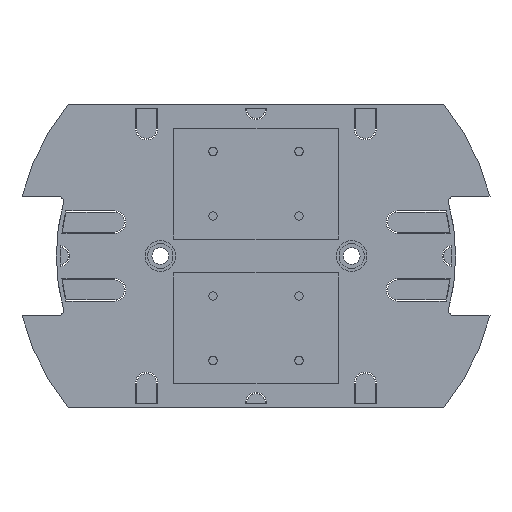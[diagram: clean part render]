
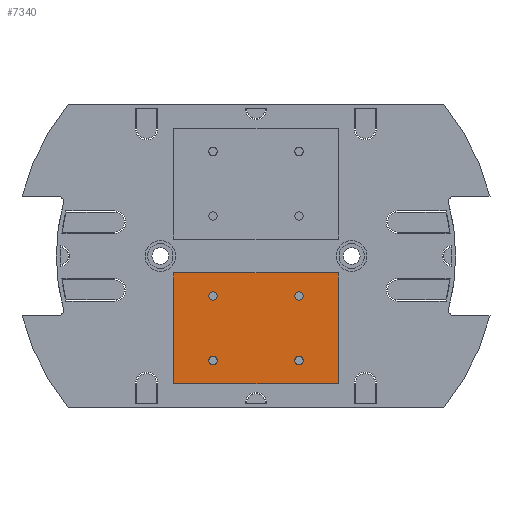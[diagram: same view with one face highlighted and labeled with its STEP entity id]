
A CAD part, front view. The second image highlights one B-rep face of the part: STEP entity #7340.
In plain terms, the highlighted planar face has unit normal (0, -1, 0).
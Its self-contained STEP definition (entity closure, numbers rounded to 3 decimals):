
#546 = AXIS2_PLACEMENT_3D ( 'NONE', #5285, #24165, #8029 ) ;
#639 = AXIS2_PLACEMENT_3D ( 'NONE', #27246, #11118, #29937 ) ;
#1046 = VECTOR ( 'NONE', #17838, 1000. ) ;
#1253 = EDGE_CURVE ( 'NONE', #19108, #32888, #22672, .T. ) ;
#1434 = ORIENTED_EDGE ( 'NONE', *, *, #12336, .T. ) ;
#1441 = VECTOR ( 'NONE', #14095, 1000. ) ;
#1848 = ORIENTED_EDGE ( 'NONE', *, *, #1253, .T. ) ;
#2046 = ORIENTED_EDGE ( 'NONE', *, *, #20539, .T. ) ;
#2125 = CARTESIAN_POINT ( 'NONE',  ( -18., -1., -16.75 ) ) ;
#2507 = EDGE_CURVE ( 'NONE', #20507, #16793, #28870, .T. ) ;
#2757 = EDGE_CURVE ( 'NONE', #15459, #13530, #16216, .T. ) ;
#3258 = VERTEX_POINT ( 'NONE', #22571 ) ;
#3619 = ORIENTED_EDGE ( 'NONE', *, *, #32959, .T. ) ;
#3902 = FACE_BOUND ( 'NONE', #5651, .T. ) ;
#4364 = EDGE_LOOP ( 'NONE', ( #17804, #32489 ) ) ;
#4818 = DIRECTION ( 'NONE',  ( 0., 0., 1. ) ) ;
#5285 = CARTESIAN_POINT ( 'NONE',  ( 18., -1., -43.75 ) ) ;
#5651 = EDGE_LOOP ( 'NONE', ( #32045, #2046 ) ) ;
#5669 = DIRECTION ( 'NONE',  ( -1., 0., 0. ) ) ;
#6011 = EDGE_LOOP ( 'NONE', ( #11458, #3619 ) ) ;
#6535 = CARTESIAN_POINT ( 'NONE',  ( -34.4, -1., -53.4 ) ) ;
#6696 = CIRCLE ( 'NONE', #34305, 1.75 ) ;
#6811 = AXIS2_PLACEMENT_3D ( 'NONE', #25622, #9505, #28318 ) ;
#7110 = CARTESIAN_POINT ( 'NONE',  ( -34.4, -1., -53.4 ) ) ;
#7340 = ADVANCED_FACE ( 'NONE', ( #17401, #3902, #18271, #10271, #32587 ), #11525, .F. ) ;
#8016 = CARTESIAN_POINT ( 'NONE',  ( 34.4, -1., -53.4 ) ) ;
#8029 = DIRECTION ( 'NONE',  ( 0., 0., 1. ) ) ;
#8410 = CARTESIAN_POINT ( 'NONE',  ( -34.4, -1., -7.1 ) ) ;
#9031 = DIRECTION ( 'NONE',  ( 0., 1., 0. ) ) ;
#9181 = CIRCLE ( 'NONE', #546, 1.75 ) ;
#9505 = DIRECTION ( 'NONE',  ( 0., 1., 0. ) ) ;
#10271 = FACE_BOUND ( 'NONE', #15989, .T. ) ;
#11118 = DIRECTION ( 'NONE',  ( 0., 1., 0. ) ) ;
#11170 = CIRCLE ( 'NONE', #17687, 1.75 ) ;
#11397 = CARTESIAN_POINT ( 'NONE',  ( 34.4, -1., -53.4 ) ) ;
#11458 = ORIENTED_EDGE ( 'NONE', *, *, #2757, .T. ) ;
#11525 = PLANE ( 'NONE',  #34652 ) ;
#11562 = CARTESIAN_POINT ( 'NONE',  ( 18., -1., -16.75 ) ) ;
#12336 = EDGE_CURVE ( 'NONE', #14777, #19018, #15801, .T. ) ;
#12707 = AXIS2_PLACEMENT_3D ( 'NONE', #2125, #20989, #4818 ) ;
#12717 = CARTESIAN_POINT ( 'NONE',  ( 18., -1., -42. ) ) ;
#13530 = VERTEX_POINT ( 'NONE', #20280 ) ;
#14095 = DIRECTION ( 'NONE',  ( 0., 0., 1. ) ) ;
#14213 = DIRECTION ( 'NONE',  ( 0., 0., 1. ) ) ;
#14254 = DIRECTION ( 'NONE',  ( 0., 0., 1. ) ) ;
#14293 = LINE ( 'NONE', #8410, #27769 ) ;
#14777 = VERTEX_POINT ( 'NONE', #8016 ) ;
#15063 = CARTESIAN_POINT ( 'NONE',  ( 18., -1., -15. ) ) ;
#15096 = CARTESIAN_POINT ( 'NONE',  ( -18., -1., -42. ) ) ;
#15111 = DIRECTION ( 'NONE',  ( 0., 1., 0. ) ) ;
#15459 = VERTEX_POINT ( 'NONE', #22110 ) ;
#15604 = EDGE_CURVE ( 'NONE', #18496, #3258, #28649, .T. ) ;
#15801 = LINE ( 'NONE', #11397, #1441 ) ;
#15986 = EDGE_CURVE ( 'NONE', #19018, #20507, #14293, .T. ) ;
#15989 = EDGE_LOOP ( 'NONE', ( #23464, #1848 ) ) ;
#16085 = CARTESIAN_POINT ( 'NONE',  ( -18., -1., -43.75 ) ) ;
#16216 = CIRCLE ( 'NONE', #639, 1.75 ) ;
#16793 = VERTEX_POINT ( 'NONE', #6535 ) ;
#17159 = EDGE_CURVE ( 'NONE', #32888, #19108, #6696, .T. ) ;
#17401 = FACE_BOUND ( 'NONE', #6011, .T. ) ;
#17687 = AXIS2_PLACEMENT_3D ( 'NONE', #25152, #9031, #27848 ) ;
#17804 = ORIENTED_EDGE ( 'NONE', *, *, #15604, .T. ) ;
#17838 = DIRECTION ( 'NONE',  ( 0., 0., -1. ) ) ;
#18139 = EDGE_LOOP ( 'NONE', ( #18973, #26716, #1434, #30830 ) ) ;
#18271 = FACE_BOUND ( 'NONE', #4364, .T. ) ;
#18496 = VERTEX_POINT ( 'NONE', #12717 ) ;
#18803 = DIRECTION ( 'NONE',  ( 0., 0., 1. ) ) ;
#18973 = ORIENTED_EDGE ( 'NONE', *, *, #2507, .T. ) ;
#19018 = VERTEX_POINT ( 'NONE', #33869 ) ;
#19108 = VERTEX_POINT ( 'NONE', #34222 ) ;
#20280 = CARTESIAN_POINT ( 'NONE',  ( -18., -1., -18.5 ) ) ;
#20507 = VERTEX_POINT ( 'NONE', #24862 ) ;
#20539 = EDGE_CURVE ( 'NONE', #31861, #33402, #28810, .T. ) ;
#20989 = DIRECTION ( 'NONE',  ( 0., 1., 0. ) ) ;
#21166 = AXIS2_PLACEMENT_3D ( 'NONE', #11562, #30376, #14254 ) ;
#22069 = EDGE_CURVE ( 'NONE', #3258, #18496, #9181, .T. ) ;
#22110 = CARTESIAN_POINT ( 'NONE',  ( -18., -1., -15. ) ) ;
#22233 = CARTESIAN_POINT ( 'NONE',  ( 0., -1., 0. ) ) ;
#22571 = CARTESIAN_POINT ( 'NONE',  ( 18., -1., -45.5 ) ) ;
#22672 = CIRCLE ( 'NONE', #33938, 1.75 ) ;
#23220 = EDGE_CURVE ( 'NONE', #33402, #31861, #11170, .T. ) ;
#23464 = ORIENTED_EDGE ( 'NONE', *, *, #17159, .T. ) ;
#24165 = DIRECTION ( 'NONE',  ( 0., 1., 0. ) ) ;
#24798 = CIRCLE ( 'NONE', #12707, 1.75 ) ;
#24862 = CARTESIAN_POINT ( 'NONE',  ( -34.4, -1., -7.1 ) ) ;
#25152 = CARTESIAN_POINT ( 'NONE',  ( 18., -1., -16.75 ) ) ;
#25245 = DIRECTION ( 'NONE',  ( 1., 0., 0. ) ) ;
#25602 = LINE ( 'NONE', #33246, #26429 ) ;
#25622 = CARTESIAN_POINT ( 'NONE',  ( 18., -1., -43.75 ) ) ;
#26429 = VECTOR ( 'NONE', #25245, 1000. ) ;
#26716 = ORIENTED_EDGE ( 'NONE', *, *, #32742, .T. ) ;
#27246 = CARTESIAN_POINT ( 'NONE',  ( -18., -1., -16.75 ) ) ;
#27769 = VECTOR ( 'NONE', #5669, 1000. ) ;
#27848 = DIRECTION ( 'NONE',  ( 0., 0., 1. ) ) ;
#28318 = DIRECTION ( 'NONE',  ( 0., 0., 1. ) ) ;
#28649 = CIRCLE ( 'NONE', #6811, 1.75 ) ;
#28810 = CIRCLE ( 'NONE', #21166, 1.75 ) ;
#28870 = LINE ( 'NONE', #7110, #1046 ) ;
#29937 = DIRECTION ( 'NONE',  ( 0., 0., 1. ) ) ;
#30340 = DIRECTION ( 'NONE',  ( 0., 1., 0. ) ) ;
#30376 = DIRECTION ( 'NONE',  ( 0., 1., 0. ) ) ;
#30830 = ORIENTED_EDGE ( 'NONE', *, *, #15986, .T. ) ;
#31244 = CARTESIAN_POINT ( 'NONE',  ( -18., -1., -43.75 ) ) ;
#31861 = VERTEX_POINT ( 'NONE', #34831 ) ;
#32045 = ORIENTED_EDGE ( 'NONE', *, *, #23220, .T. ) ;
#32489 = ORIENTED_EDGE ( 'NONE', *, *, #22069, .T. ) ;
#32587 = FACE_OUTER_BOUND ( 'NONE', #18139, .T. ) ;
#32742 = EDGE_CURVE ( 'NONE', #16793, #14777, #25602, .T. ) ;
#32888 = VERTEX_POINT ( 'NONE', #15096 ) ;
#32959 = EDGE_CURVE ( 'NONE', #13530, #15459, #24798, .T. ) ;
#33246 = CARTESIAN_POINT ( 'NONE',  ( -34.4, -1., -53.4 ) ) ;
#33402 = VERTEX_POINT ( 'NONE', #15063 ) ;
#33869 = CARTESIAN_POINT ( 'NONE',  ( 34.4, -1., -7.1 ) ) ;
#33938 = AXIS2_PLACEMENT_3D ( 'NONE', #31244, #15111, #33953 ) ;
#33953 = DIRECTION ( 'NONE',  ( 0., 0., 1. ) ) ;
#34222 = CARTESIAN_POINT ( 'NONE',  ( -18., -1., -45.5 ) ) ;
#34305 = AXIS2_PLACEMENT_3D ( 'NONE', #16085, #34900, #18803 ) ;
#34652 = AXIS2_PLACEMENT_3D ( 'NONE', #22233, #30340, #14213 ) ;
#34831 = CARTESIAN_POINT ( 'NONE',  ( 18., -1., -18.5 ) ) ;
#34900 = DIRECTION ( 'NONE',  ( 0., 1., 0. ) ) ;
